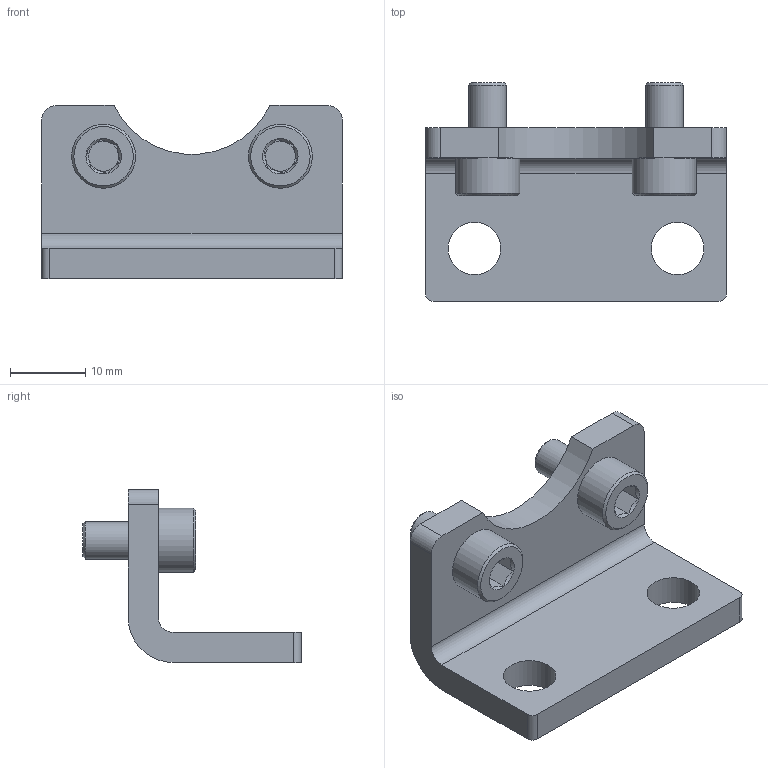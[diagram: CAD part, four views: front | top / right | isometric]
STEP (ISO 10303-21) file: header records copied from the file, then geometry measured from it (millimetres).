
FILE_DESCRIPTION(/* description */ (''),/* implementation_level */ '2;1');
FILE_NAME(/* name */ 'AF40E.stp',/* time_stamp */ '2019-01-03T12:09:16+01:00',/* author */ ('dansca'),/* organization */ (''),/* preprocessor_version */ 'ST-DEVELOPER v17.2',/* originating_system */ 'Autodesk Inventor 2019',/* authorisation */ '');
FILE_SCHEMA (('AUTOMOTIVE_DESIGN { 1 0 10303 214 3 1 1 }'));
Length unit declared in the file: millimetre
Products named in the file (3): AF40E; AF40E_1; VM512
Assembly tree (3 placements, depth 2):
  AF40E
    AF40E_1
    VM512  x2
Bounding box: 40 x 29 x 23 mm (x, y, z)
Volume: 6351.3 mm3; surface area: 4641.3 mm2
Topology: 3 solids, 3 shells, 62 faces, 172 edges, 118 vertices
Faces by surface type: plane 39, cylinder 15, cone 8
Full cylindrical faces by diameter (mm): 5 x2, 6 x2, 7 x2, 8.5 x2
Entity records: 1470 total; most frequent: CARTESIAN_POINT 266, DIRECTION 240, ORIENTED_EDGE 228, EDGE_CURVE 114, AXIS2_PLACEMENT_3D 92, VERTEX_POINT 79, LINE 56, VECTOR 56
